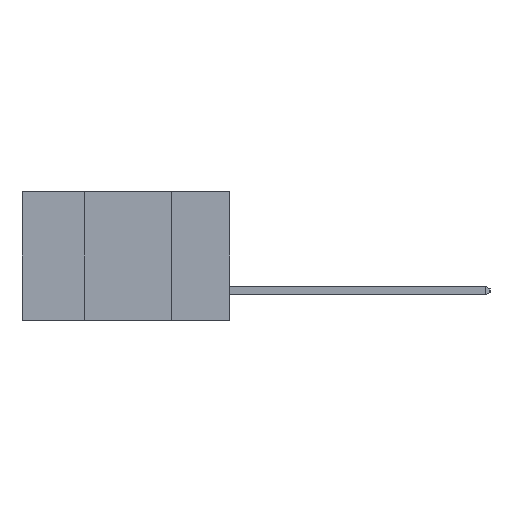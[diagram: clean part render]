
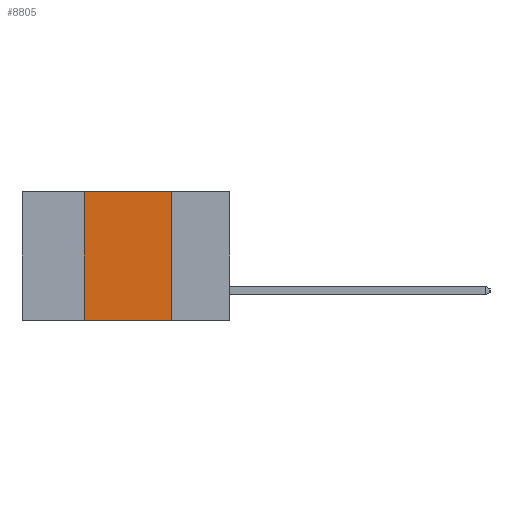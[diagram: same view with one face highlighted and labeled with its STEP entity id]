
A CAD part, left-side view. The second image highlights one B-rep face of the part: STEP entity #8805.
In plain terms, the highlighted planar face has unit normal (-1, 0, 0).
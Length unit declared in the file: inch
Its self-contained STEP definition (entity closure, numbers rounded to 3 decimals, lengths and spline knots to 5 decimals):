
#364 = VERTEX_POINT ( 'NONE', #4721 ) ;
#795 = VECTOR ( 'NONE', #1667, 39.37008 ) ;
#801 = DIRECTION ( 'NONE',  ( 0., 0., 1. ) ) ;
#865 = CARTESIAN_POINT ( 'NONE',  ( 0., 0.6, 0. ) ) ;
#1666 = VECTOR ( 'NONE', #801, 39.37008 ) ;
#1667 = DIRECTION ( 'NONE',  ( 0., -1., 0. ) ) ;
#2020 = AXIS2_PLACEMENT_3D ( 'NONE', #865, #12098, #5446 ) ;
#2040 = EDGE_CURVE ( 'NONE', #10992, #2754, #6789, .T. ) ;
#2754 = VERTEX_POINT ( 'NONE', #14243 ) ;
#2903 = VERTEX_POINT ( 'NONE', #14424 ) ;
#3023 = LINE ( 'NONE', #14297, #14498 ) ;
#3349 = LINE ( 'NONE', #10929, #14468 ) ;
#3507 = FACE_OUTER_BOUND ( 'NONE', #8135, .T. ) ;
#3827 = ORIENTED_EDGE ( 'NONE', *, *, #2040, .F. ) ;
#4228 = EDGE_CURVE ( 'NONE', #364, #10992, #13546, .T. ) ;
#4244 = CARTESIAN_POINT ( 'NONE',  ( 0., 0.42, -0.37 ) ) ;
#4316 = PLANE ( 'NONE',  #2020 ) ;
#4721 = CARTESIAN_POINT ( 'NONE',  ( 0., 0.42, -0.37 ) ) ;
#4969 = ORIENTED_EDGE ( 'NONE', *, *, #8129, .T. ) ;
#5446 = DIRECTION ( 'NONE',  ( 0., 0., -1. ) ) ;
#5580 = ORIENTED_EDGE ( 'NONE', *, *, #4228, .F. ) ;
#6448 = EDGE_CURVE ( 'NONE', #2754, #2903, #3023, .T. ) ;
#6789 = LINE ( 'NONE', #8427, #795 ) ;
#8129 = EDGE_CURVE ( 'NONE', #364, #2903, #3349, .T. ) ;
#8135 = EDGE_LOOP ( 'NONE', ( #8327, #3827, #5580, #4969 ) ) ;
#8327 = ORIENTED_EDGE ( 'NONE', *, *, #6448, .F. ) ;
#8427 = CARTESIAN_POINT ( 'NONE',  ( 0., 0.6, 0. ) ) ;
#8805 = ADVANCED_FACE ( 'NONE', ( #3507 ), #4316, .F. ) ;
#9903 = DIRECTION ( 'NONE',  ( 0., 0., -1. ) ) ;
#10929 = CARTESIAN_POINT ( 'NONE',  ( 0., 0.6, -0.37 ) ) ;
#10992 = VERTEX_POINT ( 'NONE', #13376 ) ;
#12098 = DIRECTION ( 'NONE',  ( 1., 0., 0. ) ) ;
#13186 = DIRECTION ( 'NONE',  ( 0., -1., 0. ) ) ;
#13376 = CARTESIAN_POINT ( 'NONE',  ( 0., 0.42, 0. ) ) ;
#13546 = LINE ( 'NONE', #4244, #1666 ) ;
#14243 = CARTESIAN_POINT ( 'NONE',  ( 0., 0.17, 0. ) ) ;
#14297 = CARTESIAN_POINT ( 'NONE',  ( 0., 0.17, -0.37 ) ) ;
#14424 = CARTESIAN_POINT ( 'NONE',  ( 0., 0.17, -0.37 ) ) ;
#14468 = VECTOR ( 'NONE', #13186, 39.37008 ) ;
#14498 = VECTOR ( 'NONE', #9903, 39.37008 ) ;
